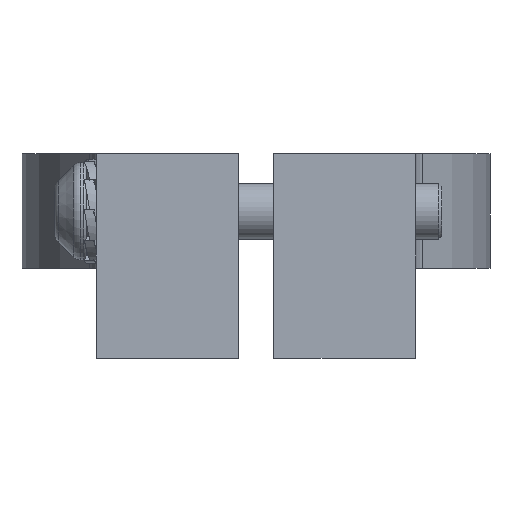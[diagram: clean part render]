
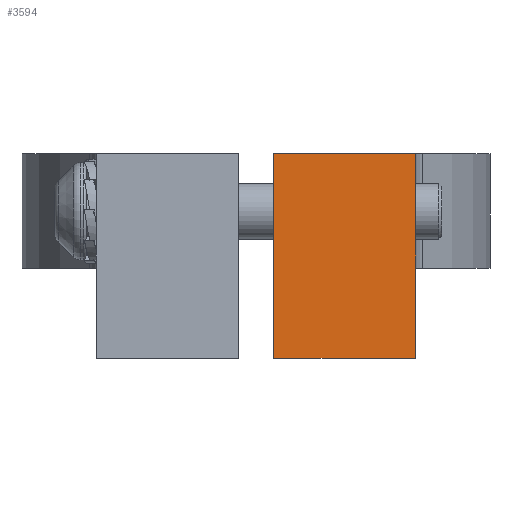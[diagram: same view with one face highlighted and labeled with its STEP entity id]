
A CAD part, left-side view. The second image highlights one B-rep face of the part: STEP entity #3594.
In plain terms, the highlighted face is planar.
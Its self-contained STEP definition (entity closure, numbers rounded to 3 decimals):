
#219=PLANE('',#3877);
#352=FACE_OUTER_BOUND('',#569,.T.);
#569=EDGE_LOOP('',(#2577,#2578,#2579,#2580));
#794=LINE('',#5485,#1110);
#804=LINE('',#5505,#1120);
#821=LINE('',#5539,#1137);
#825=LINE('',#5547,#1141);
#1110=VECTOR('',#4332,10.);
#1120=VECTOR('',#4348,10.);
#1137=VECTOR('',#4385,10.);
#1141=VECTOR('',#4397,10.);
#1573=VERTEX_POINT('',#5482);
#1574=VERTEX_POINT('',#5484);
#1581=VERTEX_POINT('',#5503);
#1588=VERTEX_POINT('',#5538);
#1933=EDGE_CURVE('',#1573,#1574,#794,.T.);
#1944=EDGE_CURVE('',#1581,#1573,#804,.T.);
#1961=EDGE_CURVE('',#1588,#1581,#821,.T.);
#1965=EDGE_CURVE('',#1588,#1574,#825,.T.);
#2577=ORIENTED_EDGE('',*,*,#1965,.T.);
#2578=ORIENTED_EDGE('',*,*,#1933,.F.);
#2579=ORIENTED_EDGE('',*,*,#1944,.F.);
#2580=ORIENTED_EDGE('',*,*,#1961,.F.);
#3594=ADVANCED_FACE('',(#352),#219,.T.);
#3877=AXIS2_PLACEMENT_3D('',#5549,#4399,#4400);
#4332=DIRECTION('',(0.,1.,0.));
#4348=DIRECTION('',(0.,0.,1.));
#4385=DIRECTION('',(0.,-1.,0.));
#4397=DIRECTION('',(0.,0.,1.));
#4399=DIRECTION('center_axis',(1.,0.,0.));
#4400=DIRECTION('ref_axis',(0.,1.,0.));
#5482=CARTESIAN_POINT('',(46.,0.,16.2));
#5484=CARTESIAN_POINT('',(46.,20.,16.2));
#5485=CARTESIAN_POINT('',(46.,0.,16.2));
#5503=CARTESIAN_POINT('',(46.,0.,-12.7));
#5505=CARTESIAN_POINT('',(46.,0.,0.));
#5538=CARTESIAN_POINT('',(46.,20.,-12.7));
#5539=CARTESIAN_POINT('',(46.,20.,-12.7));
#5547=CARTESIAN_POINT('',(46.,20.,0.));
#5549=CARTESIAN_POINT('Origin',(46.,0.,0.));
